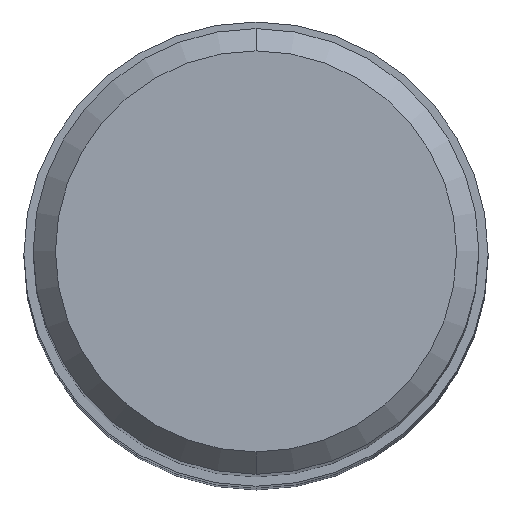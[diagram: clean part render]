
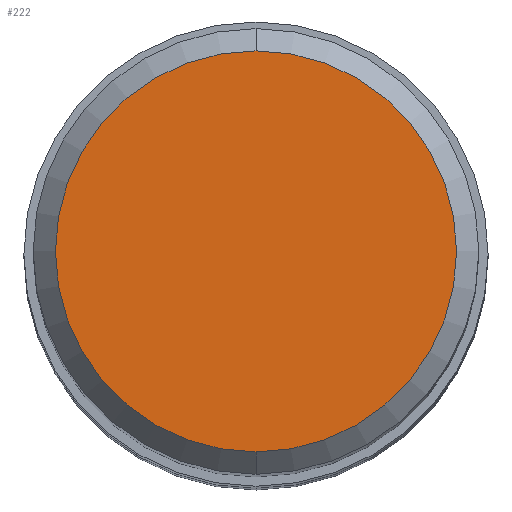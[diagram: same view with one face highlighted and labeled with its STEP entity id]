
A CAD part, top view. The second image highlights one B-rep face of the part: STEP entity #222.
In plain terms, the highlighted planar face has unit normal (0, 0, 1).
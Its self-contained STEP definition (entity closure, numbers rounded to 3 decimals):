
#202=VERTEX_POINT('',#500);
#222=ADVANCED_FACE('',(#522),#523,.T.);
#284=EDGE_CURVE('',#294,#202,#591,.T.);
#294=VERTEX_POINT('',#602);
#312=EDGE_CURVE('',#202,#294,#622,.T.);
#500=CARTESIAN_POINT('',(0.0,5.4,0.0));
#522=FACE_OUTER_BOUND('',#928,.T.);
#523=PLANE('',#929);
#591=CIRCLE('',#1079,5.4);
#602=CARTESIAN_POINT('',(0.,-5.4,0.0));
#622=CIRCLE('',#1133,5.4);
#928=EDGE_LOOP('',(#1532,#1533));
#929=AXIS2_PLACEMENT_3D('',#1534,#1535,#1536);
#1079=AXIS2_PLACEMENT_3D('',#1601,#1602,#1603);
#1133=AXIS2_PLACEMENT_3D('',#1635,#1636,#1637);
#1532=ORIENTED_EDGE('',*,*,#312,.F.);
#1533=ORIENTED_EDGE('',*,*,#284,.F.);
#1534=CARTESIAN_POINT('',(0.0,2.7,0.0));
#1535=DIRECTION('',(-0.0,0.0,1.0));
#1536=DIRECTION('',(0.0,-1.0,0.0));
#1601=CARTESIAN_POINT('',(0.0,0.0,0.0));
#1602=DIRECTION('',(0.0,0.0,-1.0));
#1603=DIRECTION('',(0.0,1.0,0.0));
#1635=CARTESIAN_POINT('',(0.0,0.0,0.0));
#1636=DIRECTION('',(0.0,0.0,-1.0));
#1637=DIRECTION('',(0.0,1.0,0.0));
